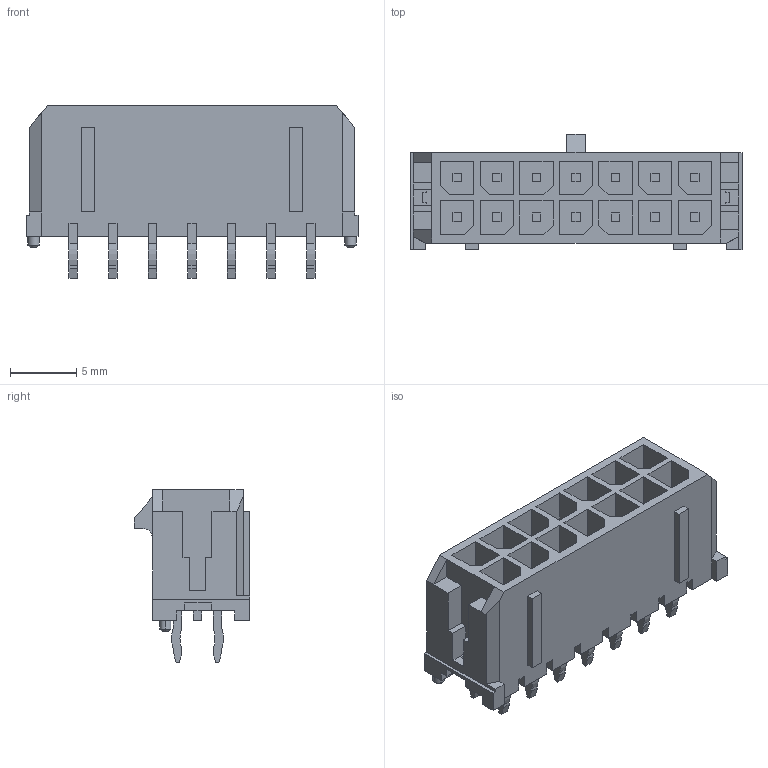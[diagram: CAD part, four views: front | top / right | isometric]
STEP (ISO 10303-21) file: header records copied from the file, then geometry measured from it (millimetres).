
FILE_DESCRIPTION((''),'2;1');
FILE_NAME('430451412','2016-02-03T',('me'),(''),'PRO/ENGINEER BY PARAMETRIC TECHNOLOGY CORPORATION, 2011490','PRO/ENGINEER BY PARAMETRIC TECHNOLOGY CORPORATION, 2011490','');
FILE_SCHEMA(('CONFIG_CONTROL_DESIGN'));
Length unit declared in the file: millimetre
Products named in the file (1): 430451412
Bounding box: 25.15 x 8.77 x 13.09 mm (x, y, z)
Volume: 1002.5 mm3; surface area: 2292.9 mm2
Topology: 1 solids, 1 shells, 569 faces, 1537 edges, 1008 vertices
Faces by surface type: plane 532, cylinder 33, cone 4
Entity records: 17448 total; most frequent: CARTESIAN_POINT 3075, ORIENTED_EDGE 3002, DIRECTION 2779, EDGE_CURVE 1501, VECTOR 1435, LINE 1435, VERTEX_POINT 968, AXIS2_PLACEMENT_3D 672
